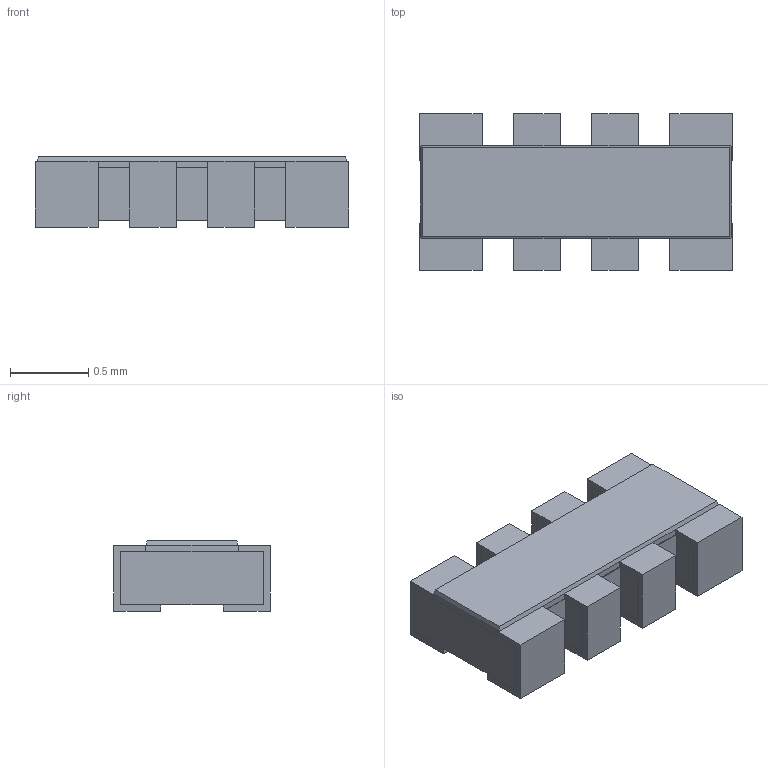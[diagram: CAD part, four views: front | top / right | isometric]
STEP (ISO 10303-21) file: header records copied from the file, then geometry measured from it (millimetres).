
FILE_DESCRIPTION(('FreeCAD Model'),'2;1');
FILE_NAME('RESCAXS50P200X100X45-8N.step','2021-11-08T00:31:49',( 'kicad StepUp'),('ksu MCAD'),'Open CASCADE STEP processor 7.3', 'FreeCAD','Unknown');
FILE_SCHEMA(('AUTOMOTIVE_DESIGN { 1 0 10303 214 1 1 1 1 }'));
Length unit declared in the file: millimetre
Products named in the file (1): RESCAXS50P200X100X45-8N
Bounding box: 2 x 1 x 0.45 mm (x, y, z)
Volume: 0.7 mm3; surface area: 7.3 mm2
Topology: 1 solids, 1 shells, 142 faces, 368 edges, 228 vertices
Faces by surface type: plane 142
Entity records: 5184 total; most frequent: CARTESIAN_POINT 739, ORIENTED_EDGE 736, DIRECTION 654, EDGE_CURVE 368, LINE 368, VECTOR 368, VERTEX_POINT 228, AXIS2_PLACEMENT_3D 143
